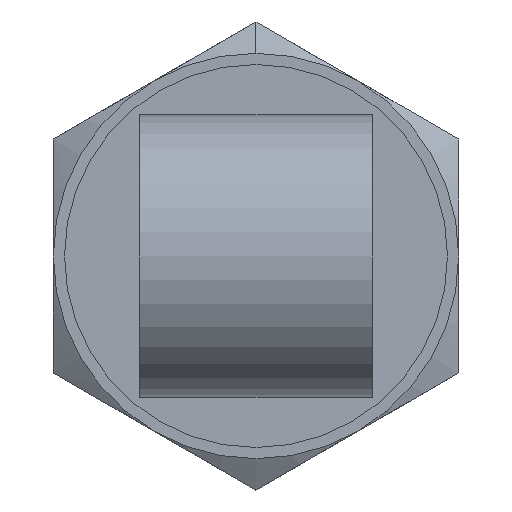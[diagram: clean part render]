
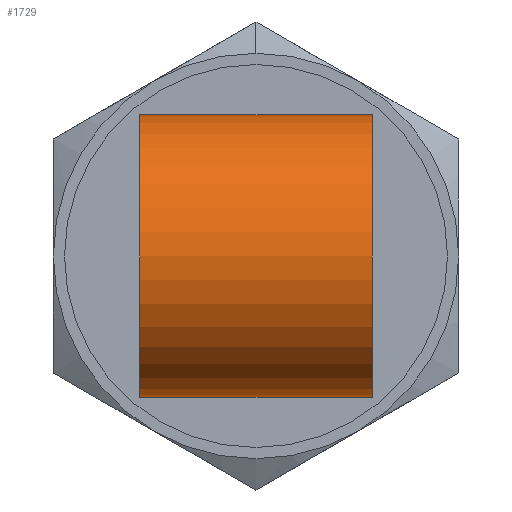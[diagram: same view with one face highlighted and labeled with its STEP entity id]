
A CAD part, left-side view. The second image highlights one B-rep face of the part: STEP entity #1729.
In plain terms, the highlighted cylindrical face has radius 4.42 mm (diameter 8.839 mm), a partial arc.
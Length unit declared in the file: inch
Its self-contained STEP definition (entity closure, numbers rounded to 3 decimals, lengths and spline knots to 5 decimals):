
#122 = DIRECTION ( 'NONE',  ( 1., 0., 0. ) ) ;
#138 = LINE ( 'NONE', #1506, #5546 ) ;
#268 = VECTOR ( 'NONE', #8233, 39.37008 ) ;
#615 = VERTEX_POINT ( 'NONE', #8336 ) ;
#682 = ORIENTED_EDGE ( 'NONE', *, *, #2416, .F. ) ;
#912 = EDGE_CURVE ( 'NONE', #2954, #1268, #7210, .T. ) ;
#979 = CARTESIAN_POINT ( 'NONE',  ( 0., 0., 0.1435 ) ) ;
#1077 = VERTEX_POINT ( 'NONE', #3816 ) ;
#1268 = VERTEX_POINT ( 'NONE', #1868 ) ;
#1506 = CARTESIAN_POINT ( 'NONE',  ( -0.174, 0., 0.1435 ) ) ;
#1536 = DIRECTION ( 'NONE',  ( 0., 0., 1. ) ) ;
#1694 = LINE ( 'NONE', #6719, #268 ) ;
#1729 = ADVANCED_FACE ( 'NONE', ( #5849 ), #4248, .T. ) ;
#1868 = CARTESIAN_POINT ( 'NONE',  ( -0.174, 0., 0.1435 ) ) ;
#2416 = EDGE_CURVE ( 'NONE', #1268, #1077, #138, .T. ) ;
#2954 = VERTEX_POINT ( 'NONE', #4682 ) ;
#3177 = CIRCLE ( 'NONE', #4655, 0.174 ) ;
#3816 = CARTESIAN_POINT ( 'NONE',  ( -0.174, 0., -0.1435 ) ) ;
#4248 = CYLINDRICAL_SURFACE ( 'NONE', #6141, 0.174 ) ;
#4274 = DIRECTION ( 'NONE',  ( 0., 0., -1. ) ) ;
#4655 = AXIS2_PLACEMENT_3D ( 'NONE', #5482, #1536, #122 ) ;
#4682 = CARTESIAN_POINT ( 'NONE',  ( 0.174, 0., 0.1435 ) ) ;
#5000 = ORIENTED_EDGE ( 'NONE', *, *, #912, .F. ) ;
#5046 = EDGE_LOOP ( 'NONE', ( #8805, #682, #5000, #6476 ) ) ;
#5258 = DIRECTION ( 'NONE',  ( 1., 0., 0. ) ) ;
#5482 = CARTESIAN_POINT ( 'NONE',  ( 0., 0., -0.1435 ) ) ;
#5546 = VECTOR ( 'NONE', #4274, 39.37008 ) ;
#5709 = AXIS2_PLACEMENT_3D ( 'NONE', #979, #8002, #5258 ) ;
#5849 = FACE_OUTER_BOUND ( 'NONE', #5046, .T. ) ;
#6141 = AXIS2_PLACEMENT_3D ( 'NONE', #6409, #6553, #7116 ) ;
#6409 = CARTESIAN_POINT ( 'NONE',  ( 0., 0., 0.1435 ) ) ;
#6476 = ORIENTED_EDGE ( 'NONE', *, *, #6848, .T. ) ;
#6553 = DIRECTION ( 'NONE',  ( 0., 0., -1. ) ) ;
#6719 = CARTESIAN_POINT ( 'NONE',  ( 0.174, 0., 0.1435 ) ) ;
#6848 = EDGE_CURVE ( 'NONE', #2954, #615, #1694, .T. ) ;
#7116 = DIRECTION ( 'NONE',  ( -1., 0., 0. ) ) ;
#7210 = CIRCLE ( 'NONE', #5709, 0.174 ) ;
#8002 = DIRECTION ( 'NONE',  ( 0., 0., 1. ) ) ;
#8233 = DIRECTION ( 'NONE',  ( 0., 0., -1. ) ) ;
#8336 = CARTESIAN_POINT ( 'NONE',  ( 0.174, 0., -0.1435 ) ) ;
#8805 = ORIENTED_EDGE ( 'NONE', *, *, #9220, .T. ) ;
#9220 = EDGE_CURVE ( 'NONE', #615, #1077, #3177, .T. ) ;
